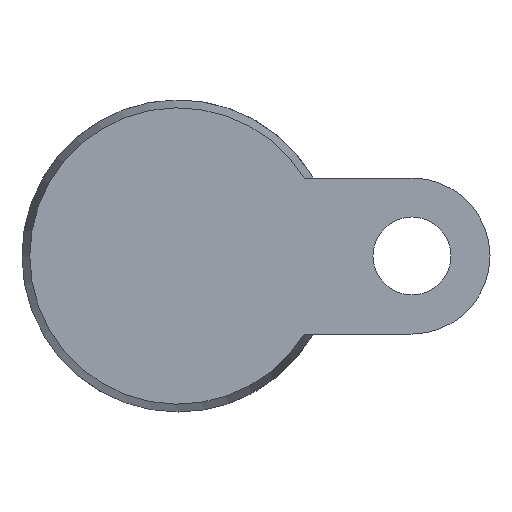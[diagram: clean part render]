
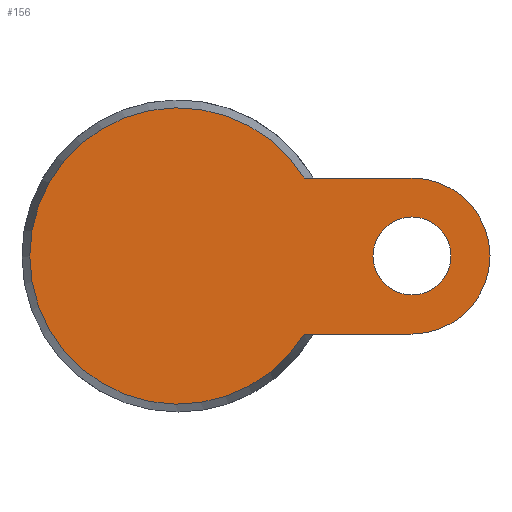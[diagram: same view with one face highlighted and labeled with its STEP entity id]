
A CAD part, front view. The second image highlights one B-rep face of the part: STEP entity #156.
In plain terms, the highlighted planar face has unit normal (0, -1, 0).
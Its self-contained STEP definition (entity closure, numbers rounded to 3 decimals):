
#156 = ADVANCED_FACE( '', ( #331, #332 ), #333, .F. );
#331 = FACE_BOUND( '', #512, .T. );
#332 = FACE_OUTER_BOUND( '', #513, .T. );
#333 = PLANE( '', #514 );
#512 = EDGE_LOOP( '', ( #877 ) );
#513 = EDGE_LOOP( '', ( #878, #879, #880, #881 ) );
#514 = AXIS2_PLACEMENT_3D( '', #882, #883, #884 );
#877 = ORIENTED_EDGE( '', *, *, #1036, .T. );
#878 = ORIENTED_EDGE( '', *, *, #989, .F. );
#879 = ORIENTED_EDGE( '', *, *, #1044, .T. );
#880 = ORIENTED_EDGE( '', *, *, #978, .F. );
#881 = ORIENTED_EDGE( '', *, *, #1099, .F. );
#882 = CARTESIAN_POINT( '', ( 28.5, 0., 0. ) );
#883 = DIRECTION( '', ( 0., 1., 0. ) );
#884 = DIRECTION( '', ( 0., 0., 1. ) );
#978 = EDGE_CURVE( '', #1141, #1142, #1143, .T. );
#989 = EDGE_CURVE( '', #1159, #1161, #1162, .T. );
#1036 = EDGE_CURVE( '', #1239, #1239, #1240, .T. );
#1044 = EDGE_CURVE( '', #1159, #1142, #1251, .T. );
#1099 = EDGE_CURVE( '', #1161, #1141, #1323, .T. );
#1141 = VERTEX_POINT( '', #1383 );
#1142 = VERTEX_POINT( '', #1384 );
#1143 = LINE( '', #1385, #1386 );
#1159 = VERTEX_POINT( '', #1420 );
#1161 = VERTEX_POINT( '', #1425 );
#1162 = LINE( '', #1426, #1427 );
#1239 = VERTEX_POINT( '', #1558 );
#1240 = CIRCLE( '', #1559, 7.5 );
#1251 = CIRCLE( '', #1591, 28.5 );
#1323 = CIRCLE( '', #1713, 15. );
#1383 = CARTESIAN_POINT( '', ( 45., 0., -15. ) );
#1384 = CARTESIAN_POINT( '', ( 24.233, 0., -15. ) );
#1385 = CARTESIAN_POINT( '', ( 45., 0., -15. ) );
#1386 = VECTOR( '', #1773, 1000. );
#1420 = CARTESIAN_POINT( '', ( 24.233, 0., 15. ) );
#1425 = CARTESIAN_POINT( '', ( 45., 0., 15. ) );
#1426 = CARTESIAN_POINT( '', ( 0., 0., 15. ) );
#1427 = VECTOR( '', #1780, 1000. );
#1558 = CARTESIAN_POINT( '', ( 52.5, 0., 0. ) );
#1559 = AXIS2_PLACEMENT_3D( '', #1838, #1839, #1840 );
#1591 = AXIS2_PLACEMENT_3D( '', #1842, #1843, #1844 );
#1713 = AXIS2_PLACEMENT_3D( '', #1896, #1897, #1898 );
#1773 = DIRECTION( '', ( -1., 0., 0. ) );
#1780 = DIRECTION( '', ( 1., 0., 0. ) );
#1838 = CARTESIAN_POINT( '', ( 45., 0., 0. ) );
#1839 = DIRECTION( '', ( 0., 1., 0. ) );
#1840 = DIRECTION( '', ( 1., 0., 0. ) );
#1842 = CARTESIAN_POINT( '', ( 0., 0., 0. ) );
#1843 = DIRECTION( '', ( 0., -1., 0. ) );
#1844 = DIRECTION( '', ( 0., 0., -1. ) );
#1896 = CARTESIAN_POINT( '', ( 45., 0., 0. ) );
#1897 = DIRECTION( '', ( 0., 1., 0. ) );
#1898 = DIRECTION( '', ( 1., 0., 0. ) );
